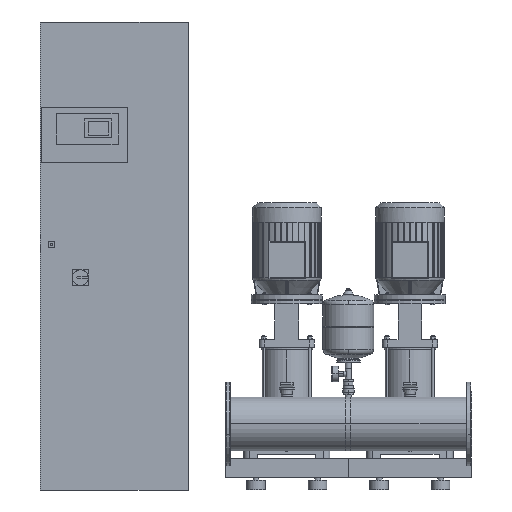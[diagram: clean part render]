
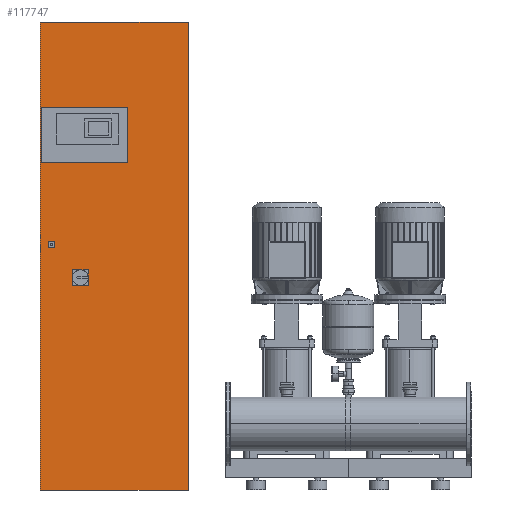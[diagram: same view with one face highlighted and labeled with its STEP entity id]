
A CAD part, front view. The second image highlights one B-rep face of the part: STEP entity #117747.
In plain terms, the highlighted planar face has unit normal (0, -1, 0).
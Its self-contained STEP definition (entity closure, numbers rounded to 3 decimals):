
#117640=CARTESIAN_POINT('',(-450.,-250.,950.0));
#117641=DIRECTION('',(0.0,-1.0,0.0));
#117642=DIRECTION('',(1.0,0.0,0.0));
#117643=AXIS2_PLACEMENT_3D('',#117640,#117641,#117642);
#117644=PLANE('',#117643);
#117645=CARTESIAN_POINT('',(-750.,-250.,1900.0));
#117646=VERTEX_POINT('',#117645);
#117647=CARTESIAN_POINT('',(-150.,-250.,1900.0));
#117648=VERTEX_POINT('',#117647);
#117649=CARTESIAN_POINT('',(-750.,-250.,1900.0));
#117650=DIRECTION('',(1.0,0.0,0.0));
#117651=VECTOR('',#117650,600.);
#117652=LINE('',#117649,#117651);
#117653=EDGE_CURVE('',#117646,#117648,#117652,.T.);
#117654=ORIENTED_EDGE('',*,*,#117653,.F.);
#117655=CARTESIAN_POINT('',(-750.0,-250.,0.));
#117656=VERTEX_POINT('',#117655);
#117657=CARTESIAN_POINT('',(-750.0,-250.,0.));
#117658=DIRECTION('',(0.0,0.0,1.0));
#117659=VECTOR('',#117658,1900.0);
#117660=LINE('',#117657,#117659);
#117661=EDGE_CURVE('',#117656,#117646,#117660,.T.);
#117662=ORIENTED_EDGE('',*,*,#117661,.F.);
#117663=CARTESIAN_POINT('',(-150.0,-250.,0.));
#117664=VERTEX_POINT('',#117663);
#117665=CARTESIAN_POINT('',(-150.0,-250.,0.));
#117666=DIRECTION('',(-1.0,0.0,0.0));
#117667=VECTOR('',#117666,600.0);
#117668=LINE('',#117665,#117667);
#117669=EDGE_CURVE('',#117664,#117656,#117668,.T.);
#117670=ORIENTED_EDGE('',*,*,#117669,.F.);
#117671=CARTESIAN_POINT('',(-150.,-250.,1900.0));
#117672=DIRECTION('',(0.0,0.0,-1.0));
#117673=VECTOR('',#117672,1900.0);
#117674=LINE('',#117671,#117673);
#117675=EDGE_CURVE('',#117648,#117664,#117674,.T.);
#117676=ORIENTED_EDGE('',*,*,#117675,.F.);
#117677=EDGE_LOOP('',(#117654,#117662,#117670,#117676));
#117678=FACE_OUTER_BOUND('',#117677,.T.);
#117679=CARTESIAN_POINT('',(-745.,-250.,1329.0));
#117680=VERTEX_POINT('',#117679);
#117681=CARTESIAN_POINT('',(-745.,-250.,1554.0));
#117682=VERTEX_POINT('',#117681);
#117683=CARTESIAN_POINT('',(-745.,-250.,1329.0));
#117684=DIRECTION('',(0.0,0.0,1.0));
#117685=VECTOR('',#117684,225.0);
#117686=LINE('',#117683,#117685);
#117687=EDGE_CURVE('',#117680,#117682,#117686,.T.);
#117688=ORIENTED_EDGE('',*,*,#117687,.T.);
#117689=CARTESIAN_POINT('',(-395.,-250.,1554.0));
#117690=VERTEX_POINT('',#117689);
#117691=CARTESIAN_POINT('',(-745.,-250.,1554.0));
#117692=DIRECTION('',(1.0,0.0,0.0));
#117693=VECTOR('',#117692,350.0);
#117694=LINE('',#117691,#117693);
#117695=EDGE_CURVE('',#117682,#117690,#117694,.T.);
#117696=ORIENTED_EDGE('',*,*,#117695,.T.);
#117697=CARTESIAN_POINT('',(-395.,-250.,1329.0));
#117698=VERTEX_POINT('',#117697);
#117699=CARTESIAN_POINT('',(-395.,-250.,1554.0));
#117700=DIRECTION('',(0.0,0.0,-1.0));
#117701=VECTOR('',#117700,225.0);
#117702=LINE('',#117699,#117701);
#117703=EDGE_CURVE('',#117690,#117698,#117702,.T.);
#117704=ORIENTED_EDGE('',*,*,#117703,.T.);
#117705=CARTESIAN_POINT('',(-395.,-250.,1329.0));
#117706=DIRECTION('',(-1.0,0.0,0.0));
#117707=VECTOR('',#117706,350.);
#117708=LINE('',#117705,#117707);
#117709=EDGE_CURVE('',#117698,#117680,#117708,.T.);
#117710=ORIENTED_EDGE('',*,*,#117709,.T.);
#117711=EDGE_LOOP('',(#117688,#117696,#117704,#117710));
#117712=FACE_BOUND('',#117711,.T.);
#117713=CARTESIAN_POINT('',(-717.,-250.,1009.));
#117714=VERTEX_POINT('',#117713);
#117715=CARTESIAN_POINT('',(-692.,-250.,1009.));
#117716=VERTEX_POINT('',#117715);
#117717=CARTESIAN_POINT('',(-717.,-250.,1009.));
#117718=DIRECTION('',(1.0,0.0,0.0));
#117719=VECTOR('',#117718,25.0);
#117720=LINE('',#117717,#117719);
#117721=EDGE_CURVE('',#117714,#117716,#117720,.T.);
#117722=ORIENTED_EDGE('',*,*,#117721,.T.);
#117723=CARTESIAN_POINT('',(-692.,-250.,984.));
#117724=VERTEX_POINT('',#117723);
#117725=CARTESIAN_POINT('',(-692.,-250.,1009.));
#117726=DIRECTION('',(0.0,0.0,-1.0));
#117727=VECTOR('',#117726,25.0);
#117728=LINE('',#117725,#117727);
#117729=EDGE_CURVE('',#117716,#117724,#117728,.T.);
#117730=ORIENTED_EDGE('',*,*,#117729,.T.);
#117731=CARTESIAN_POINT('',(-717.,-250.,984.));
#117732=VERTEX_POINT('',#117731);
#117733=CARTESIAN_POINT('',(-692.,-250.,984.));
#117734=DIRECTION('',(-1.0,0.0,0.0));
#117735=VECTOR('',#117734,25.0);
#117736=LINE('',#117733,#117735);
#117737=EDGE_CURVE('',#117724,#117732,#117736,.T.);
#117738=ORIENTED_EDGE('',*,*,#117737,.T.);
#117739=CARTESIAN_POINT('',(-717.,-250.,984.));
#117740=DIRECTION('',(0.0,0.0,1.0));
#117741=VECTOR('',#117740,25.0);
#117742=LINE('',#117739,#117741);
#117743=EDGE_CURVE('',#117732,#117714,#117742,.T.);
#117744=ORIENTED_EDGE('',*,*,#117743,.T.);
#117745=EDGE_LOOP('',(#117722,#117730,#117738,#117744));
#117746=FACE_BOUND('',#117745,.T.);
#117747=ADVANCED_FACE('',(#117678,#117712,#117746),#117644,.T.);
